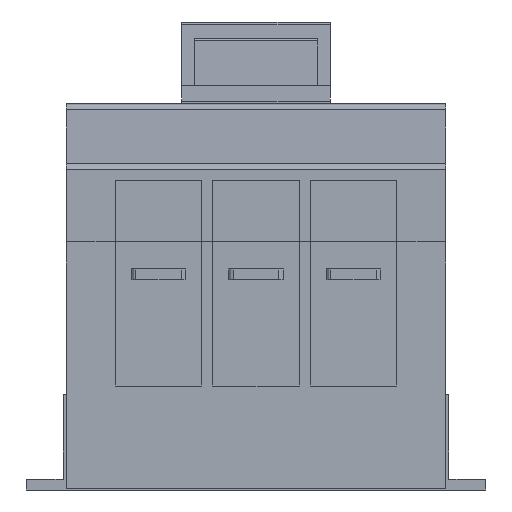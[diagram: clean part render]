
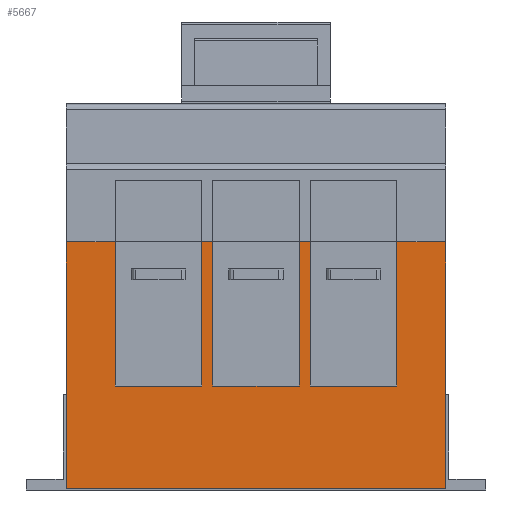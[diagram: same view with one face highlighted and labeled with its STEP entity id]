
A CAD part, front view. The second image highlights one B-rep face of the part: STEP entity #5667.
In plain terms, the highlighted planar face has unit normal (0, -1, 0).
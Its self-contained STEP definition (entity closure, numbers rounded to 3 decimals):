
#639=FACE_OUTER_BOUND($,#953,.T.);
#953=EDGE_LOOP($,(#4316,#4317,#4318,#4319,#4320,#4321,#4322,#4323,#4324,
#4325,#4326,#4327,#4328,#4329,#4330,#4331));
#1431=LINE($,#8859,#2137);
#1434=LINE($,#8865,#2140);
#1436=LINE($,#8870,#2142);
#1441=LINE($,#8880,#2147);
#1444=LINE($,#8886,#2150);
#1446=LINE($,#8891,#2152);
#1451=LINE($,#8901,#2157);
#1454=LINE($,#8907,#2160);
#1456=LINE($,#8912,#2162);
#1465=LINE($,#8928,#2171);
#1467=LINE($,#8931,#2173);
#1469=LINE($,#8935,#2175);
#1470=LINE($,#8937,#2176);
#1471=LINE($,#8939,#2177);
#1472=LINE($,#8941,#2178);
#1473=LINE($,#8942,#2179);
#2137=VECTOR($,#6984,66.5);
#2140=VECTOR($,#6989,39.8);
#2142=VECTOR($,#6993,66.5);
#2147=VECTOR($,#7000,66.5);
#2150=VECTOR($,#7005,39.8);
#2152=VECTOR($,#7009,66.5);
#2157=VECTOR($,#7016,66.5);
#2160=VECTOR($,#7021,39.8);
#2162=VECTOR($,#7025,66.5);
#2171=VECTOR($,#7038,22.6);
#2173=VECTOR($,#7042,5.2);
#2175=VECTOR($,#7046,22.6);
#2176=VECTOR($,#7049,5.2);
#2177=VECTOR($,#7050,114.);
#2178=VECTOR($,#7051,175.);
#2179=VECTOR($,#7052,114.);
#2755=VERTEX_POINT($,#8853);
#2757=VERTEX_POINT($,#8857);
#2759=VERTEX_POINT($,#8863);
#2760=VERTEX_POINT($,#8867);
#2763=VERTEX_POINT($,#8874);
#2765=VERTEX_POINT($,#8878);
#2767=VERTEX_POINT($,#8884);
#2768=VERTEX_POINT($,#8888);
#2771=VERTEX_POINT($,#8895);
#2773=VERTEX_POINT($,#8899);
#2775=VERTEX_POINT($,#8905);
#2776=VERTEX_POINT($,#8909);
#2782=VERTEX_POINT($,#8927);
#2783=VERTEX_POINT($,#8933);
#2784=VERTEX_POINT($,#8938);
#2785=VERTEX_POINT($,#8940);
#3319=EDGE_CURVE($,#2755,#2757,#1431,.T.);
#3322=EDGE_CURVE($,#2757,#2759,#1434,.T.);
#3324=EDGE_CURVE($,#2759,#2760,#1436,.T.);
#3329=EDGE_CURVE($,#2763,#2765,#1441,.T.);
#3332=EDGE_CURVE($,#2765,#2767,#1444,.T.);
#3334=EDGE_CURVE($,#2767,#2768,#1446,.T.);
#3339=EDGE_CURVE($,#2771,#2773,#1451,.T.);
#3342=EDGE_CURVE($,#2773,#2775,#1454,.T.);
#3344=EDGE_CURVE($,#2775,#2776,#1456,.T.);
#3353=EDGE_CURVE($,#2782,#2771,#1465,.T.);
#3355=EDGE_CURVE($,#2776,#2755,#1467,.T.);
#3357=EDGE_CURVE($,#2768,#2783,#1469,.T.);
#3358=EDGE_CURVE($,#2760,#2763,#1470,.T.);
#3359=EDGE_CURVE($,#2783,#2784,#1471,.T.);
#3360=EDGE_CURVE($,#2785,#2784,#1472,.T.);
#3361=EDGE_CURVE($,#2782,#2785,#1473,.T.);
#4316=ORIENTED_EDGE($,*,*,#3324,.T.);
#4317=ORIENTED_EDGE($,*,*,#3358,.T.);
#4318=ORIENTED_EDGE($,*,*,#3329,.T.);
#4319=ORIENTED_EDGE($,*,*,#3332,.T.);
#4320=ORIENTED_EDGE($,*,*,#3334,.T.);
#4321=ORIENTED_EDGE($,*,*,#3357,.T.);
#4322=ORIENTED_EDGE($,*,*,#3359,.T.);
#4323=ORIENTED_EDGE($,*,*,#3360,.F.);
#4324=ORIENTED_EDGE($,*,*,#3361,.F.);
#4325=ORIENTED_EDGE($,*,*,#3353,.T.);
#4326=ORIENTED_EDGE($,*,*,#3339,.T.);
#4327=ORIENTED_EDGE($,*,*,#3342,.T.);
#4328=ORIENTED_EDGE($,*,*,#3344,.T.);
#4329=ORIENTED_EDGE($,*,*,#3355,.T.);
#4330=ORIENTED_EDGE($,*,*,#3319,.T.);
#4331=ORIENTED_EDGE($,*,*,#3322,.T.);
#5385=PLANE($,#6099);
#5667=ADVANCED_FACE($,(#639),#5385,.F.);
#6099=AXIS2_PLACEMENT_3D($,#8936,#7047,#7048);
#6984=DIRECTION($,(0.,0.,-1.));
#6989=DIRECTION($,(-1.,0.,0.));
#6993=DIRECTION($,(0.,0.,1.));
#7000=DIRECTION($,(0.,0.,-1.));
#7005=DIRECTION($,(-1.,0.,0.));
#7009=DIRECTION($,(0.,0.,1.));
#7016=DIRECTION($,(0.,0.,-1.));
#7021=DIRECTION($,(-1.,0.,0.));
#7025=DIRECTION($,(0.,0.,1.));
#7038=DIRECTION($,(-1.,0.,0.));
#7042=DIRECTION($,(-1.,0.,0.));
#7046=DIRECTION($,(-1.,0.,0.));
#7047=DIRECTION('center_axis',(0.,1.,0.));
#7048=DIRECTION('ref_axis',(0.,0.,-1.));
#7049=DIRECTION($,(-1.,0.,0.));
#7050=DIRECTION($,(0.,0.,-1.));
#7051=DIRECTION($,(-1.,0.,0.));
#7052=DIRECTION($,(0.,0.,-1.));
#8853=CARTESIAN_POINT('',(125.9,-243.,114.5));
#8857=CARTESIAN_POINT('',(125.9,-243.,48.));
#8859=CARTESIAN_POINT($,(125.9,-243.,105.));
#8863=CARTESIAN_POINT('',(86.1,-243.,48.));
#8865=CARTESIAN_POINT($,(149.75,-243.,48.));
#8867=CARTESIAN_POINT('',(86.1,-243.,114.5));
#8870=CARTESIAN_POINT($,(86.1,-243.,105.));
#8874=CARTESIAN_POINT('',(80.9,-243.,114.5));
#8878=CARTESIAN_POINT('',(80.9,-243.,48.));
#8880=CARTESIAN_POINT($,(80.9,-243.,105.));
#8884=CARTESIAN_POINT('',(41.1,-243.,48.));
#8886=CARTESIAN_POINT($,(127.25,-243.,48.));
#8888=CARTESIAN_POINT('',(41.1,-243.,114.5));
#8891=CARTESIAN_POINT($,(41.1,-243.,105.));
#8895=CARTESIAN_POINT('',(170.9,-243.,114.5));
#8899=CARTESIAN_POINT('',(170.9,-243.,48.));
#8901=CARTESIAN_POINT($,(170.9,-243.,105.));
#8905=CARTESIAN_POINT('',(131.1,-243.,48.));
#8907=CARTESIAN_POINT($,(172.25,-243.,48.));
#8909=CARTESIAN_POINT('',(131.1,-243.,114.5));
#8912=CARTESIAN_POINT($,(131.1,-243.,105.));
#8927=CARTESIAN_POINT('',(193.5,-243.,114.5));
#8928=CARTESIAN_POINT($,(193.5,-243.,114.5));
#8931=CARTESIAN_POINT($,(193.5,-243.,114.5));
#8933=CARTESIAN_POINT('',(18.5,-243.,114.5));
#8935=CARTESIAN_POINT($,(193.5,-243.,114.5));
#8936=CARTESIAN_POINT('Origin',(193.5,-243.,114.5));
#8937=CARTESIAN_POINT($,(193.5,-243.,114.5));
#8938=CARTESIAN_POINT('',(18.5,-243.,0.5));
#8939=CARTESIAN_POINT($,(18.5,-243.,114.5));
#8940=CARTESIAN_POINT('',(193.5,-243.,0.5));
#8941=CARTESIAN_POINT($,(193.5,-243.,0.5));
#8942=CARTESIAN_POINT($,(193.5,-243.,114.5));
